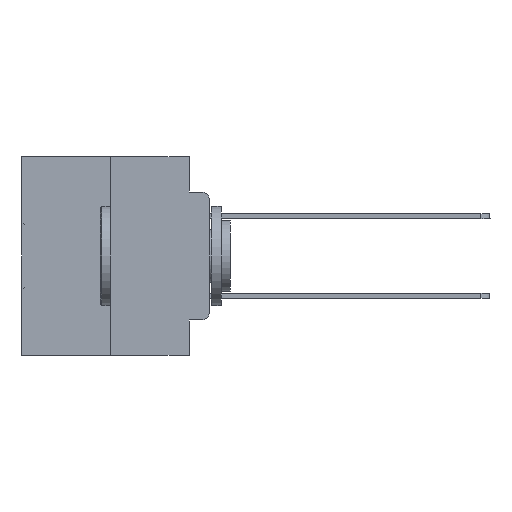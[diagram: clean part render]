
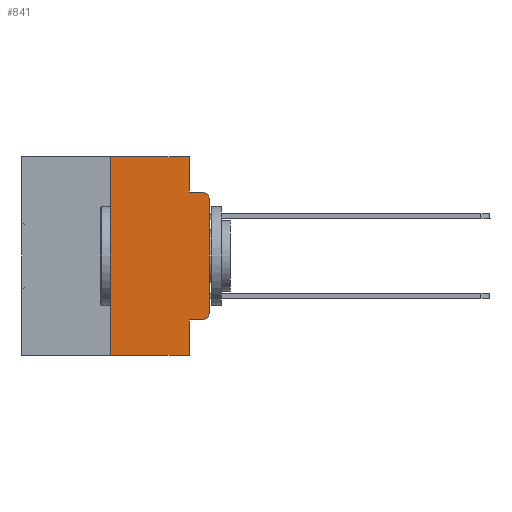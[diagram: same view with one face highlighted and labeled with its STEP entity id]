
A CAD part, left-side view. The second image highlights one B-rep face of the part: STEP entity #841.
In plain terms, the highlighted planar face has unit normal (-1, 0, 0).
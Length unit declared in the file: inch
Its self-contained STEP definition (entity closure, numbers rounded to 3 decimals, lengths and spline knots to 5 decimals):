
#153 = ORIENTED_EDGE ( 'NONE', *, *, #17493, .F. ) ;
#157 = AXIS2_PLACEMENT_3D ( 'NONE', #1718, #12702, #11933 ) ;
#250 = ORIENTED_EDGE ( 'NONE', *, *, #19189, .T. ) ;
#367 = EDGE_CURVE ( 'NONE', #20738, #29024, #3127, .T. ) ;
#841 = ADVANCED_FACE ( 'NONE', ( #30399 ), #2379, .F. ) ;
#1635 = EDGE_CURVE ( 'NONE', #21197, #27883, #13966, .T. ) ;
#1718 = CARTESIAN_POINT ( 'NONE',  ( 0., 0.473, 0. ) ) ;
#1753 = DIRECTION ( 'NONE',  ( 0., -1., 0. ) ) ;
#1900 = DIRECTION ( 'NONE',  ( -1., 0., 0. ) ) ;
#2177 = LINE ( 'NONE', #28396, #29500 ) ;
#2379 = PLANE ( 'NONE',  #157 ) ;
#2641 = VERTEX_POINT ( 'NONE', #33041 ) ;
#3127 = LINE ( 'NONE', #10154, #29630 ) ;
#3646 = LINE ( 'NONE', #3708, #30147 ) ;
#3681 = EDGE_CURVE ( 'NONE', #21601, #12481, #22273, .T. ) ;
#3708 = CARTESIAN_POINT ( 'NONE',  ( 0., 0.051, -0.0885 ) ) ;
#4058 = VERTEX_POINT ( 'NONE', #20993 ) ;
#4587 = VERTEX_POINT ( 'NONE', #30666 ) ;
#4876 = AXIS2_PLACEMENT_3D ( 'NONE', #6309, #24283, #8874 ) ;
#5523 = ORIENTED_EDGE ( 'NONE', *, *, #15913, .F. ) ;
#6309 = CARTESIAN_POINT ( 'NONE',  ( 0., 0.02, -0.1085 ) ) ;
#6868 = CARTESIAN_POINT ( 'NONE',  ( 0., 0.051, -0.0885 ) ) ;
#7020 = VERTEX_POINT ( 'NONE', #10439 ) ;
#7119 = VECTOR ( 'NONE', #10890, 39.37008 ) ;
#7188 = VECTOR ( 'NONE', #1753, 39.37008 ) ;
#8037 = EDGE_CURVE ( 'NONE', #7020, #4058, #14034, .T. ) ;
#8874 = DIRECTION ( 'NONE',  ( 0., 0., -1. ) ) ;
#9150 = DIRECTION ( 'NONE',  ( 0., 0., -1. ) ) ;
#9309 = AXIS2_PLACEMENT_3D ( 'NONE', #17356, #1900, #19929 ) ;
#9758 = EDGE_CURVE ( 'NONE', #4058, #2641, #23935, .T. ) ;
#10128 = DIRECTION ( 'NONE',  ( 0., 0., 1. ) ) ;
#10154 = CARTESIAN_POINT ( 'NONE',  ( 0., 0.051, 0. ) ) ;
#10189 = CARTESIAN_POINT ( 'NONE',  ( 0., 0.473, 0. ) ) ;
#10356 = DIRECTION ( 'NONE',  ( 0., 0., -1. ) ) ;
#10439 = CARTESIAN_POINT ( 'NONE',  ( 0., 0.051, -0.4115 ) ) ;
#10642 = ORIENTED_EDGE ( 'NONE', *, *, #3681, .T. ) ;
#10860 = ORIENTED_EDGE ( 'NONE', *, *, #25274, .F. ) ;
#10890 = DIRECTION ( 'NONE',  ( 0., -1., 0. ) ) ;
#11783 = ORIENTED_EDGE ( 'NONE', *, *, #367, .F. ) ;
#11933 = DIRECTION ( 'NONE',  ( 0., 0., -1. ) ) ;
#12436 = VECTOR ( 'NONE', #10128, 39.37008 ) ;
#12481 = VERTEX_POINT ( 'NONE', #18926 ) ;
#12702 = DIRECTION ( 'NONE',  ( 1., 0., 0. ) ) ;
#13214 = CARTESIAN_POINT ( 'NONE',  ( 0., 0., -0.1085 ) ) ;
#13215 = VECTOR ( 'NONE', #28119, 39.37008 ) ;
#13517 = LINE ( 'NONE', #29461, #27935 ) ;
#13966 = LINE ( 'NONE', #26277, #7119 ) ;
#14034 = LINE ( 'NONE', #19791, #7188 ) ;
#14273 = DIRECTION ( 'NONE',  ( 0., 0., 1. ) ) ;
#14680 = ORIENTED_EDGE ( 'NONE', *, *, #28661, .F. ) ;
#14959 = EDGE_LOOP ( 'NONE', ( #250, #10642, #10860, #11783, #5523, #153, #22726, #14680, #33323, #26677 ) ) ;
#15913 = EDGE_CURVE ( 'NONE', #4587, #20738, #20024, .T. ) ;
#17356 = CARTESIAN_POINT ( 'NONE',  ( 0., 0.02, -0.3915 ) ) ;
#17493 = EDGE_CURVE ( 'NONE', #21197, #4587, #13517, .T. ) ;
#18926 = CARTESIAN_POINT ( 'NONE',  ( 0., 0.02, -0.0885 ) ) ;
#19189 = EDGE_CURVE ( 'NONE', #2641, #21601, #20854, .T. ) ;
#19791 = CARTESIAN_POINT ( 'NONE',  ( 0., 0.051, -0.4115 ) ) ;
#19929 = DIRECTION ( 'NONE',  ( 0., 0., -1. ) ) ;
#19938 = CARTESIAN_POINT ( 'NONE',  ( 0., 0.051, -0.5 ) ) ;
#20024 = LINE ( 'NONE', #10189, #13215 ) ;
#20738 = VERTEX_POINT ( 'NONE', #22570 ) ;
#20854 = LINE ( 'NONE', #25527, #12436 ) ;
#20993 = CARTESIAN_POINT ( 'NONE',  ( 0., 0.02, -0.4115 ) ) ;
#21197 = VERTEX_POINT ( 'NONE', #21850 ) ;
#21601 = VERTEX_POINT ( 'NONE', #13214 ) ;
#21696 = DIRECTION ( 'NONE',  ( 0., -1., 0. ) ) ;
#21850 = CARTESIAN_POINT ( 'NONE',  ( 0., 0.25, -0.5 ) ) ;
#22273 = CIRCLE ( 'NONE', #4876, 0.02 ) ;
#22570 = CARTESIAN_POINT ( 'NONE',  ( 0., 0.051, 0. ) ) ;
#22726 = ORIENTED_EDGE ( 'NONE', *, *, #1635, .T. ) ;
#23935 = CIRCLE ( 'NONE', #9309, 0.02 ) ;
#24283 = DIRECTION ( 'NONE',  ( -1., 0., 0. ) ) ;
#25274 = EDGE_CURVE ( 'NONE', #29024, #12481, #3646, .T. ) ;
#25527 = CARTESIAN_POINT ( 'NONE',  ( 0., 0., 0. ) ) ;
#26277 = CARTESIAN_POINT ( 'NONE',  ( 0., 0.473, -0.5 ) ) ;
#26677 = ORIENTED_EDGE ( 'NONE', *, *, #9758, .T. ) ;
#27883 = VERTEX_POINT ( 'NONE', #19938 ) ;
#27935 = VECTOR ( 'NONE', #14273, 39.37008 ) ;
#28119 = DIRECTION ( 'NONE',  ( 0., -1., 0. ) ) ;
#28396 = CARTESIAN_POINT ( 'NONE',  ( 0., 0.051, 0. ) ) ;
#28661 = EDGE_CURVE ( 'NONE', #7020, #27883, #2177, .T. ) ;
#29024 = VERTEX_POINT ( 'NONE', #6868 ) ;
#29461 = CARTESIAN_POINT ( 'NONE',  ( 0., 0.25, 0. ) ) ;
#29500 = VECTOR ( 'NONE', #10356, 39.37008 ) ;
#29630 = VECTOR ( 'NONE', #9150, 39.37008 ) ;
#30147 = VECTOR ( 'NONE', #21696, 39.37008 ) ;
#30399 = FACE_OUTER_BOUND ( 'NONE', #14959, .T. ) ;
#30666 = CARTESIAN_POINT ( 'NONE',  ( 0., 0.25, 0. ) ) ;
#33041 = CARTESIAN_POINT ( 'NONE',  ( 0., 0., -0.3915 ) ) ;
#33323 = ORIENTED_EDGE ( 'NONE', *, *, #8037, .T. ) ;
